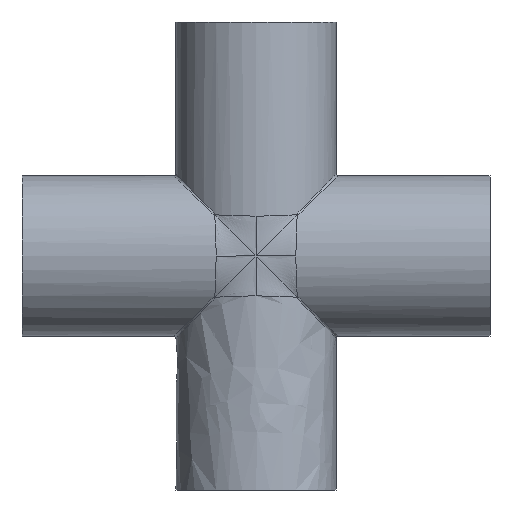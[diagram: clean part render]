
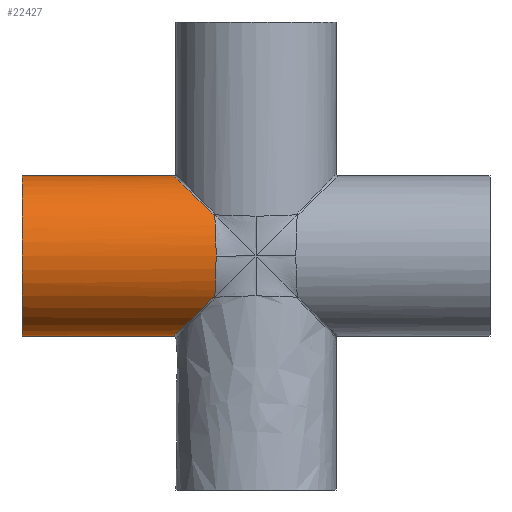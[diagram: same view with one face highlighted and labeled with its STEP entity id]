
A CAD part, front view. The second image highlights one B-rep face of the part: STEP entity #22427.
In plain terms, the highlighted cylindrical face has radius 77 mm (diameter 154 mm), a full revolution.
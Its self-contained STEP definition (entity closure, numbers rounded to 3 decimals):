
#643=CARTESIAN_POINT('',(-38.424,-77.,0.));
#644=VERTEX_POINT('',#643);
#668=CARTESIAN_POINT('',(-40.19,-66.291,-39.173));
#669=VERTEX_POINT('',#668);
#670=CARTESIAN_POINT('',(-38.424,-77.,0.));
#671=CARTESIAN_POINT('',(-38.424,-77.,-3.419));
#672=CARTESIAN_POINT('',(-38.441,-76.768,-6.838));
#673=CARTESIAN_POINT('',(-38.476,-76.33,-10.134));
#674=CARTESIAN_POINT('',(-38.512,-75.879,-13.532));
#675=CARTESIAN_POINT('',(-38.566,-75.21,-16.8));
#676=CARTESIAN_POINT('',(-38.639,-74.406,-19.819));
#677=CARTESIAN_POINT('',(-38.719,-73.529,-23.112));
#678=CARTESIAN_POINT('',(-38.82,-72.492,-26.109));
#679=CARTESIAN_POINT('',(-38.944,-71.453,-28.697));
#680=CARTESIAN_POINT('',(-39.09,-70.224,-31.756));
#681=CARTESIAN_POINT('',(-39.267,-68.996,-34.244));
#682=CARTESIAN_POINT('',(-39.475,-68.05,-36.031));
#683=CARTESIAN_POINT('',(-39.64,-67.299,-37.449));
#684=CARTESIAN_POINT('',(-39.824,-66.728,-38.428));
#685=CARTESIAN_POINT('',(-40.027,-66.449,-38.905));
#686=CARTESIAN_POINT('',(-40.08,-66.376,-39.029));
#687=CARTESIAN_POINT('',(-40.135,-66.323,-39.119));
#688=CARTESIAN_POINT('',(-40.19,-66.291,-39.173));
#689=B_SPLINE_CURVE_WITH_KNOTS('',3,(#670,#671,#672,#673,#674,#675,#676,#677,#678,#679,#680,#681,#682,#683,#684,#685,#686,#687,#688),.UNSPECIFIED.,.F.,.U.,(4,3,3,3,3,3,4),(0.5,0.586,0.675,0.771,0.886,0.976,1.0),.UNSPECIFIED.);
#690=EDGE_CURVE('',#644,#669,#689,.T.);
#1276=CARTESIAN_POINT('',(-40.19,-66.291,39.173));
#1277=VERTEX_POINT('',#1276);
#1285=CARTESIAN_POINT('',(-40.19,-66.291,39.173));
#1286=CARTESIAN_POINT('',(-39.974,-66.416,38.962));
#1287=CARTESIAN_POINT('',(-39.777,-66.863,38.214));
#1288=CARTESIAN_POINT('',(-39.601,-67.527,37.002));
#1289=CARTESIAN_POINT('',(-39.376,-68.373,35.457));
#1290=CARTESIAN_POINT('',(-39.183,-69.57,33.154));
#1291=CARTESIAN_POINT('',(-39.022,-70.82,30.226));
#1292=CARTESIAN_POINT('',(-38.891,-71.844,27.825));
#1293=CARTESIAN_POINT('',(-38.781,-72.901,25.004));
#1294=CARTESIAN_POINT('',(-38.693,-73.831,21.864));
#1295=CARTESIAN_POINT('',(-38.611,-74.694,18.948));
#1296=CARTESIAN_POINT('',(-38.547,-75.447,15.758));
#1297=CARTESIAN_POINT('',(-38.503,-75.994,12.406));
#1298=CARTESIAN_POINT('',(-38.46,-76.52,9.182));
#1299=CARTESIAN_POINT('',(-38.435,-76.856,5.81));
#1300=CARTESIAN_POINT('',(-38.427,-76.962,2.407));
#1301=CARTESIAN_POINT('',(-38.425,-76.987,1.606));
#1302=CARTESIAN_POINT('',(-38.424,-77.,0.803));
#1303=CARTESIAN_POINT('',(-38.424,-77.,0.));
#1304=B_SPLINE_CURVE_WITH_KNOTS('',3,(#1285,#1286,#1287,#1288,#1289,#1290,#1291,#1292,#1293,#1294,#1295,#1296,#1297,#1298,#1299,#1300,#1301,#1302,#1303),.UNSPECIFIED.,.F.,.U.,(4,3,3,3,3,3,4),(0.0,0.092,0.209,0.305,0.394,0.48,0.5),.UNSPECIFIED.);
#1305=EDGE_CURVE('',#1277,#644,#1304,.T.);
#4904=CARTESIAN_POINT('',(-38.424,77.,0.));
#4905=VERTEX_POINT('',#4904);
#4929=CARTESIAN_POINT('',(-40.19,66.291,39.173));
#4930=VERTEX_POINT('',#4929);
#4931=CARTESIAN_POINT('',(-38.424,77.,0.));
#4932=CARTESIAN_POINT('',(-38.424,77.,3.419));
#4933=CARTESIAN_POINT('',(-38.441,76.768,6.838));
#4934=CARTESIAN_POINT('',(-38.476,76.33,10.134));
#4935=CARTESIAN_POINT('',(-38.512,75.879,13.532));
#4936=CARTESIAN_POINT('',(-38.566,75.21,16.8));
#4937=CARTESIAN_POINT('',(-38.639,74.406,19.819));
#4938=CARTESIAN_POINT('',(-38.719,73.529,23.112));
#4939=CARTESIAN_POINT('',(-38.82,72.492,26.109));
#4940=CARTESIAN_POINT('',(-38.944,71.453,28.697));
#4941=CARTESIAN_POINT('',(-39.09,70.224,31.756));
#4942=CARTESIAN_POINT('',(-39.267,68.996,34.244));
#4943=CARTESIAN_POINT('',(-39.475,68.05,36.031));
#4944=CARTESIAN_POINT('',(-39.64,67.299,37.449));
#4945=CARTESIAN_POINT('',(-39.824,66.728,38.428));
#4946=CARTESIAN_POINT('',(-40.027,66.449,38.905));
#4947=CARTESIAN_POINT('',(-40.08,66.376,39.029));
#4948=CARTESIAN_POINT('',(-40.135,66.323,39.119));
#4949=CARTESIAN_POINT('',(-40.19,66.291,39.173));
#4950=B_SPLINE_CURVE_WITH_KNOTS('',3,(#4931,#4932,#4933,#4934,#4935,#4936,#4937,#4938,#4939,#4940,#4941,#4942,#4943,#4944,#4945,#4946,#4947,#4948,#4949),.UNSPECIFIED.,.F.,.U.,(4,3,3,3,3,3,4),(0.5,0.586,0.675,0.771,0.886,0.976,1.0),.UNSPECIFIED.);
#4951=EDGE_CURVE('',#4905,#4930,#4950,.T.);
#5537=CARTESIAN_POINT('',(-40.19,66.291,-39.173));
#5538=VERTEX_POINT('',#5537);
#5546=CARTESIAN_POINT('',(-40.19,66.291,-39.173));
#5547=CARTESIAN_POINT('',(-39.974,66.416,-38.962));
#5548=CARTESIAN_POINT('',(-39.777,66.863,-38.214));
#5549=CARTESIAN_POINT('',(-39.601,67.527,-37.002));
#5550=CARTESIAN_POINT('',(-39.376,68.373,-35.457));
#5551=CARTESIAN_POINT('',(-39.183,69.57,-33.154));
#5552=CARTESIAN_POINT('',(-39.022,70.82,-30.226));
#5553=CARTESIAN_POINT('',(-38.891,71.844,-27.825));
#5554=CARTESIAN_POINT('',(-38.781,72.901,-25.004));
#5555=CARTESIAN_POINT('',(-38.693,73.831,-21.864));
#5556=CARTESIAN_POINT('',(-38.611,74.694,-18.948));
#5557=CARTESIAN_POINT('',(-38.547,75.447,-15.758));
#5558=CARTESIAN_POINT('',(-38.503,75.994,-12.406));
#5559=CARTESIAN_POINT('',(-38.46,76.52,-9.182));
#5560=CARTESIAN_POINT('',(-38.435,76.856,-5.81));
#5561=CARTESIAN_POINT('',(-38.427,76.962,-2.407));
#5562=CARTESIAN_POINT('',(-38.425,76.987,-1.606));
#5563=CARTESIAN_POINT('',(-38.424,77.,-0.803));
#5564=CARTESIAN_POINT('',(-38.424,77.,0.));
#5565=B_SPLINE_CURVE_WITH_KNOTS('',3,(#5546,#5547,#5548,#5549,#5550,#5551,#5552,#5553,#5554,#5555,#5556,#5557,#5558,#5559,#5560,#5561,#5562,#5563,#5564),.UNSPECIFIED.,.F.,.U.,(4,3,3,3,3,3,4),(0.0,0.092,0.209,0.305,0.394,0.48,0.5),.UNSPECIFIED.);
#5566=EDGE_CURVE('',#5538,#4905,#5565,.T.);
#21762=CARTESIAN_POINT('',(0.0,0.0,0.0));
#21763=DIRECTION('',(0.698,0.0,0.716));
#21764=DIRECTION('',(-0.716,0.0,0.698));
#21765=AXIS2_PLACEMENT_3D('',#21762,#21763,#21764);
#21766=ELLIPSE('',#21765,110.318,77.0);
#21767=EDGE_CURVE('',#4930,#1277,#21766,.T.);
#21954=CARTESIAN_POINT('',(0.0,0.0,0.0));
#21955=DIRECTION('',(0.698,0.0,-0.716));
#21956=DIRECTION('',(-0.716,0.0,-0.698));
#21957=AXIS2_PLACEMENT_3D('',#21954,#21955,#21956);
#21958=ELLIPSE('',#21957,110.318,77.0);
#21959=EDGE_CURVE('',#669,#5538,#21958,.T.);
#22403=CARTESIAN_POINT('',(0.0,0.0,0.0));
#22404=DIRECTION('',(-1.0,0.0,0.0));
#22405=DIRECTION('',(0.0,-1.0,0.0));
#22406=AXIS2_PLACEMENT_3D('',#22403,#22404,#22405);
#22407=CYLINDRICAL_SURFACE('',#22406,77.);
#22408=CARTESIAN_POINT('',(-225.0,-77.,0.0));
#22409=VERTEX_POINT('',#22408);
#22410=CARTESIAN_POINT('',(-225.0,0.0,0.0));
#22411=DIRECTION('',(-1.0,0.0,0.0));
#22412=DIRECTION('',(0.0,-1.0,0.0));
#22413=AXIS2_PLACEMENT_3D('',#22410,#22411,#22412);
#22414=CIRCLE('',#22413,77.);
#22415=EDGE_CURVE('',#22409,#22409,#22414,.T.);
#22416=ORIENTED_EDGE('',*,*,#22415,.F.);
#22417=EDGE_LOOP('',(#22416));
#22418=FACE_OUTER_BOUND('',#22417,.T.);
#22419=ORIENTED_EDGE('',*,*,#1305,.F.);
#22420=ORIENTED_EDGE('',*,*,#21767,.F.);
#22421=ORIENTED_EDGE('',*,*,#4951,.F.);
#22422=ORIENTED_EDGE('',*,*,#5566,.F.);
#22423=ORIENTED_EDGE('',*,*,#21959,.F.);
#22424=ORIENTED_EDGE('',*,*,#690,.F.);
#22425=EDGE_LOOP('',(#22419,#22420,#22421,#22422,#22423,#22424));
#22426=FACE_BOUND('',#22425,.T.);
#22427=ADVANCED_FACE('',(#22418,#22426),#22407,.T.);
